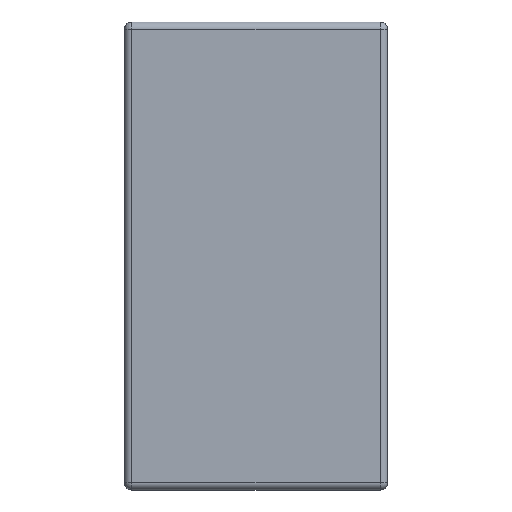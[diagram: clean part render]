
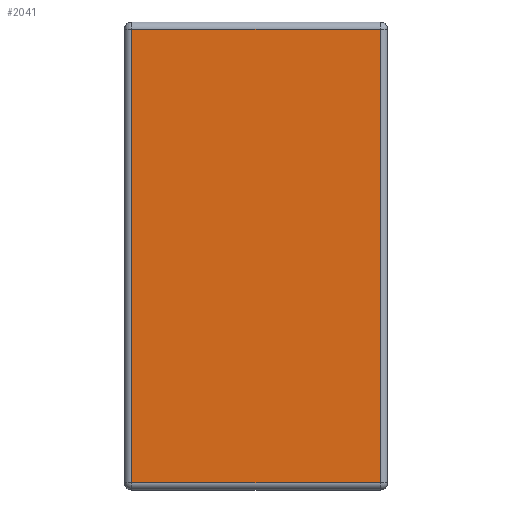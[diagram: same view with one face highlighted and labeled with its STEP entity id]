
A CAD part, left-side view. The second image highlights one B-rep face of the part: STEP entity #2041.
In plain terms, the highlighted planar face has unit normal (-1, 0, 0).
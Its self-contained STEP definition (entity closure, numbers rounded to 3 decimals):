
#258 = PLANE ( 'NONE',  #9104 ) ;
#259 = CARTESIAN_POINT ( 'NONE',  ( -1., 0.45, 0.8 ) ) ;
#260 = DIRECTION ( 'NONE',  ( 1., 0., 0. ) ) ;
#261 = DIRECTION ( 'NONE',  ( 0., 0., -1. ) ) ;
#642 = EDGE_CURVE ( 'NONE', #4954, #4991, #3477, .T. ) ;
#700 = EDGE_CURVE ( 'NONE', #4979, #6344, #7704, .T. ) ;
#716 = EDGE_CURVE ( 'NONE', #4991, #4979, #7796, .T. ) ;
#741 = EDGE_CURVE ( 'NONE', #6344, #4954, #8001, .T. ) ;
#1977 = CARTESIAN_POINT ( 'NONE',  ( -1., 0.425, -0.775 ) ) ;
#2041 = ADVANCED_FACE ( 'NONE', ( #9128 ), #258, .F. ) ;
#2245 = VECTOR ( 'NONE', #8003, 1000. ) ;
#2316 = VECTOR ( 'NONE', #7798, 1000. ) ;
#2956 = CARTESIAN_POINT ( 'NONE',  ( -1., -0.425, 0.775 ) ) ;
#2968 = CARTESIAN_POINT ( 'NONE',  ( -1., -0.425, -0.775 ) ) ;
#3055 = CARTESIAN_POINT ( 'NONE',  ( -1., 0.425, 0.775 ) ) ;
#3477 = LINE ( 'NONE', #3478, #5974 ) ;
#3478 = CARTESIAN_POINT ( 'NONE',  ( -1., 0.45, -0.775 ) ) ;
#3479 = DIRECTION ( 'NONE',  ( 0., -1., 0. ) ) ;
#4759 = ORIENTED_EDGE ( 'NONE', *, *, #741, .T. ) ;
#4788 = ORIENTED_EDGE ( 'NONE', *, *, #700, .T. ) ;
#4794 = ORIENTED_EDGE ( 'NONE', *, *, #642, .T. ) ;
#4853 = ORIENTED_EDGE ( 'NONE', *, *, #716, .T. ) ;
#4954 = VERTEX_POINT ( 'NONE', #1977 ) ;
#4979 = VERTEX_POINT ( 'NONE', #2956 ) ;
#4991 = VERTEX_POINT ( 'NONE', #2968 ) ;
#5974 = VECTOR ( 'NONE', #3479, 1000. ) ;
#6000 = VECTOR ( 'NONE', #7706, 1000. ) ;
#6344 = VERTEX_POINT ( 'NONE', #3055 ) ;
#7270 = EDGE_LOOP ( 'NONE', ( #4759, #4794, #4853, #4788 ) ) ;
#7704 = LINE ( 'NONE', #7705, #6000 ) ;
#7705 = CARTESIAN_POINT ( 'NONE',  ( -1., 0.45, 0.775 ) ) ;
#7706 = DIRECTION ( 'NONE',  ( 0., 1., 0. ) ) ;
#7796 = LINE ( 'NONE', #7797, #2316 ) ;
#7797 = CARTESIAN_POINT ( 'NONE',  ( -1., -0.425, 0.8 ) ) ;
#7798 = DIRECTION ( 'NONE',  ( 0., 0., 1. ) ) ;
#8001 = LINE ( 'NONE', #8002, #2245 ) ;
#8002 = CARTESIAN_POINT ( 'NONE',  ( -1., 0.425, 0.8 ) ) ;
#8003 = DIRECTION ( 'NONE',  ( 0., 0., -1. ) ) ;
#9104 = AXIS2_PLACEMENT_3D ( 'NONE', #259, #260, #261 ) ;
#9128 = FACE_OUTER_BOUND ( 'NONE', #7270, .T. ) ;
